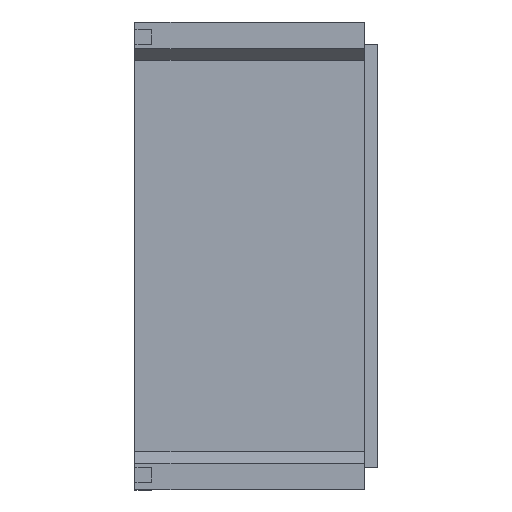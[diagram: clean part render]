
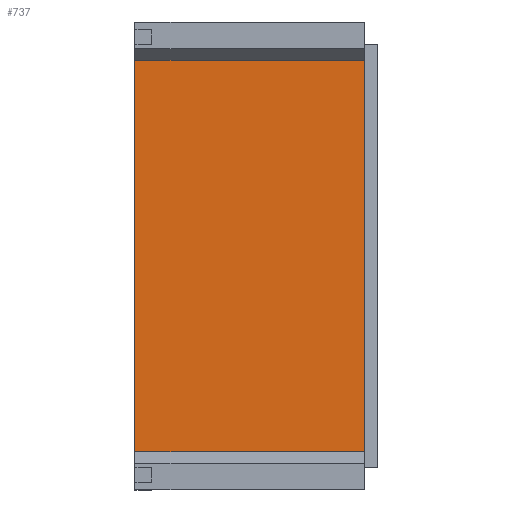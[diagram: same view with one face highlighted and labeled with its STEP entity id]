
A CAD part, top view. The second image highlights one B-rep face of the part: STEP entity #737.
In plain terms, the highlighted planar face has unit normal (0, 0, 1).
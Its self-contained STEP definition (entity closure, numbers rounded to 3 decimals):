
#23=FACE_OUTER_BOUND('',#57,.T.);
#57=EDGE_LOOP('',(#518,#519,#520,#521));
#113=LINE('',#1054,#221);
#117=LINE('',#1062,#225);
#118=LINE('',#1064,#226);
#119=LINE('',#1065,#227);
#221=VECTOR('',#859,10.);
#225=VECTOR('',#865,10.);
#226=VECTOR('',#866,10.);
#227=VECTOR('',#867,10.);
#325=VERTEX_POINT('',#1051);
#326=VERTEX_POINT('',#1053);
#329=VERTEX_POINT('',#1061);
#330=VERTEX_POINT('',#1063);
#399=EDGE_CURVE('',#325,#326,#113,.T.);
#403=EDGE_CURVE('',#325,#329,#117,.T.);
#404=EDGE_CURVE('',#329,#330,#118,.T.);
#405=EDGE_CURVE('',#330,#326,#119,.T.);
#518=ORIENTED_EDGE('',*,*,#399,.F.);
#519=ORIENTED_EDGE('',*,*,#403,.T.);
#520=ORIENTED_EDGE('',*,*,#404,.T.);
#521=ORIENTED_EDGE('',*,*,#405,.T.);
#703=PLANE('',#791);
#737=ADVANCED_FACE('',(#23),#703,.T.);
#791=AXIS2_PLACEMENT_3D('',#1060,#863,#864);
#859=DIRECTION('',(0.,-1.,0.));
#863=DIRECTION('center_axis',(0.,0.,1.));
#864=DIRECTION('ref_axis',(1.,0.,0.));
#865=DIRECTION('',(-1.,0.,0.));
#866=DIRECTION('',(0.,-1.,0.));
#867=DIRECTION('',(1.,0.,0.));
#1051=CARTESIAN_POINT('',(-2.,30.355,2.5));
#1053=CARTESIAN_POINT('',(-2.,-30.355,2.5));
#1054=CARTESIAN_POINT('',(-2.,-16.375,2.5));
#1060=CARTESIAN_POINT('Origin',(-18.75,0.,2.5));
#1061=CARTESIAN_POINT('',(-37.5,30.355,2.5));
#1062=CARTESIAN_POINT('',(-28.125,30.355,2.5));
#1063=CARTESIAN_POINT('',(-37.5,-30.355,2.5));
#1064=CARTESIAN_POINT('',(-37.5,32.75,2.5));
#1065=CARTESIAN_POINT('',(-28.125,-30.355,2.5));
